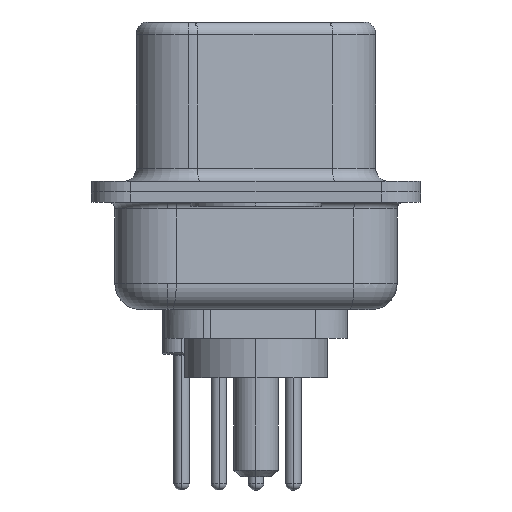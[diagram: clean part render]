
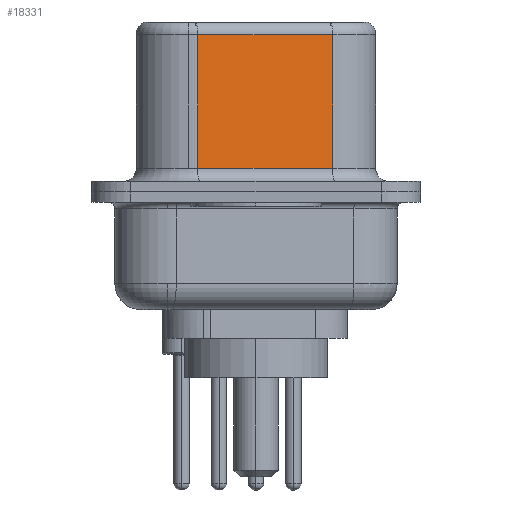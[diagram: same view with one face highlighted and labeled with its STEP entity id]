
A CAD part, left-side view. The second image highlights one B-rep face of the part: STEP entity #18331.
In plain terms, the highlighted planar face has unit normal (-0.985, -0.174, 0).
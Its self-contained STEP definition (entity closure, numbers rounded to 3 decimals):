
#935 = CARTESIAN_POINT ( 'NONE',  ( 4.58, -2.927, 0.9 ) ) ;
#2323 = VERTEX_POINT ( 'NONE', #2580 ) ;
#2580 = CARTESIAN_POINT ( 'NONE',  ( 4.58, -2.927, 6.02 ) ) ;
#2971 = ORIENTED_EDGE ( 'NONE', *, *, #18445, .T. ) ;
#4343 = CARTESIAN_POINT ( 'NONE',  ( 3.67, 2.233, 6.52 ) ) ;
#4699 = ORIENTED_EDGE ( 'NONE', *, *, #6155, .F. ) ;
#4957 = FACE_OUTER_BOUND ( 'NONE', #17508, .T. ) ;
#5137 = LINE ( 'NONE', #16191, #6044 ) ;
#5359 = VERTEX_POINT ( 'NONE', #14915 ) ;
#6008 = AXIS2_PLACEMENT_3D ( 'NONE', #16734, #15373, #6937 ) ;
#6044 = VECTOR ( 'NONE', #7770, 1000. ) ;
#6155 = EDGE_CURVE ( 'NONE', #2323, #11702, #13301, .T. ) ;
#6937 = DIRECTION ( 'NONE',  ( -0.174, 0.985, 0. ) ) ;
#7348 = CARTESIAN_POINT ( 'NONE',  ( 4.58, -2.927, 6.52 ) ) ;
#7356 = ORIENTED_EDGE ( 'NONE', *, *, #16949, .T. ) ;
#7770 = DIRECTION ( 'NONE',  ( -0.174, 0.985, 0. ) ) ;
#7889 = VERTEX_POINT ( 'NONE', #10866 ) ;
#8301 = VECTOR ( 'NONE', #14196, 1000. ) ;
#8498 = ORIENTED_EDGE ( 'NONE', *, *, #14226, .T. ) ;
#8996 = VECTOR ( 'NONE', #13101, 1000. ) ;
#9573 = VECTOR ( 'NONE', #17595, 1000. ) ;
#10866 = CARTESIAN_POINT ( 'NONE',  ( 3.67, 2.233, 0.9 ) ) ;
#11151 = PLANE ( 'NONE',  #6008 ) ;
#11686 = CARTESIAN_POINT ( 'NONE',  ( 4.58, -2.927, 0.9 ) ) ;
#11702 = VERTEX_POINT ( 'NONE', #935 ) ;
#12720 = LINE ( 'NONE', #11686, #8996 ) ;
#13101 = DIRECTION ( 'NONE',  ( 0.174, -0.985, 0. ) ) ;
#13301 = LINE ( 'NONE', #7348, #9573 ) ;
#14196 = DIRECTION ( 'NONE',  ( 0., 0., -1. ) ) ;
#14226 = EDGE_CURVE ( 'NONE', #2323, #5359, #5137, .T. ) ;
#14915 = CARTESIAN_POINT ( 'NONE',  ( 3.67, 2.233, 6.02 ) ) ;
#15373 = DIRECTION ( 'NONE',  ( 0.985, 0.174, 0. ) ) ;
#16191 = CARTESIAN_POINT ( 'NONE',  ( 4.58, -2.927, 6.02 ) ) ;
#16734 = CARTESIAN_POINT ( 'NONE',  ( 4.58, -2.927, 6.52 ) ) ;
#16949 = EDGE_CURVE ( 'NONE', #7889, #11702, #12720, .T. ) ;
#17508 = EDGE_LOOP ( 'NONE', ( #4699, #8498, #2971, #7356 ) ) ;
#17595 = DIRECTION ( 'NONE',  ( 0., 0., -1. ) ) ;
#18319 = LINE ( 'NONE', #4343, #8301 ) ;
#18331 = ADVANCED_FACE ( 'NONE', ( #4957 ), #11151, .F. ) ;
#18445 = EDGE_CURVE ( 'NONE', #5359, #7889, #18319, .T. ) ;
